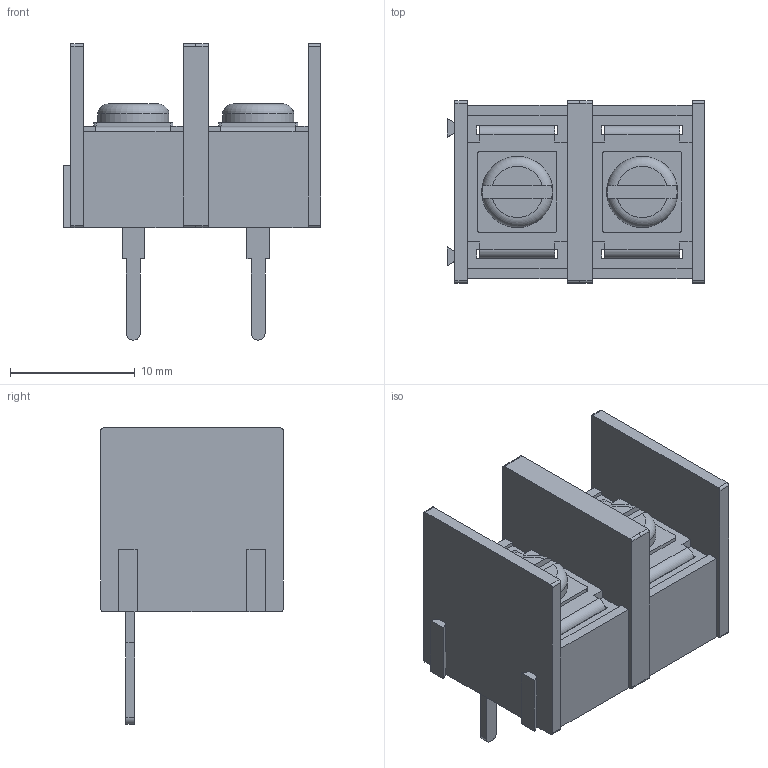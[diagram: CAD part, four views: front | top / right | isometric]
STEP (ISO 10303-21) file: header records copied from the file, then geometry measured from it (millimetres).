
FILE_DESCRIPTION (( 'STEP AP214' ), '1' );
FILE_NAME ('CONN-TH_2P-P10.00_DBT10-10.0-2P-BK.STEP', '2023-03-22T11:37:28', ( '微软用户' ), ( '微软中国' ), 'SwSTEP 2.0', 'SolidWorks 2020', '' );
FILE_SCHEMA (( 'AUTOMOTIVE_DESIGN' ));
Length unit declared in the file: millimetre
Products named in the file (1): CONN-TH_2P-P10.00_DBT10-10.0-2P-BK
Bounding box: 20.6 x 14.6 x 23.7 mm (x, y, z)
Volume: 1965 mm3; surface area: 2913.6 mm2
Topology: 1 solids, 1 shells, 418 faces, 1155 edges, 766 vertices
Faces by surface type: plane 268, bspline 98, cylinder 48, torus 4
Entity records: 18419 total; most frequent: CARTESIAN_POINT 3690, ORIENTED_EDGE 2310, DIRECTION 1697, EDGE_CURVE 1155, LINE 839, VECTOR 839, VERTEX_POINT 766, EDGE_LOOP 453
